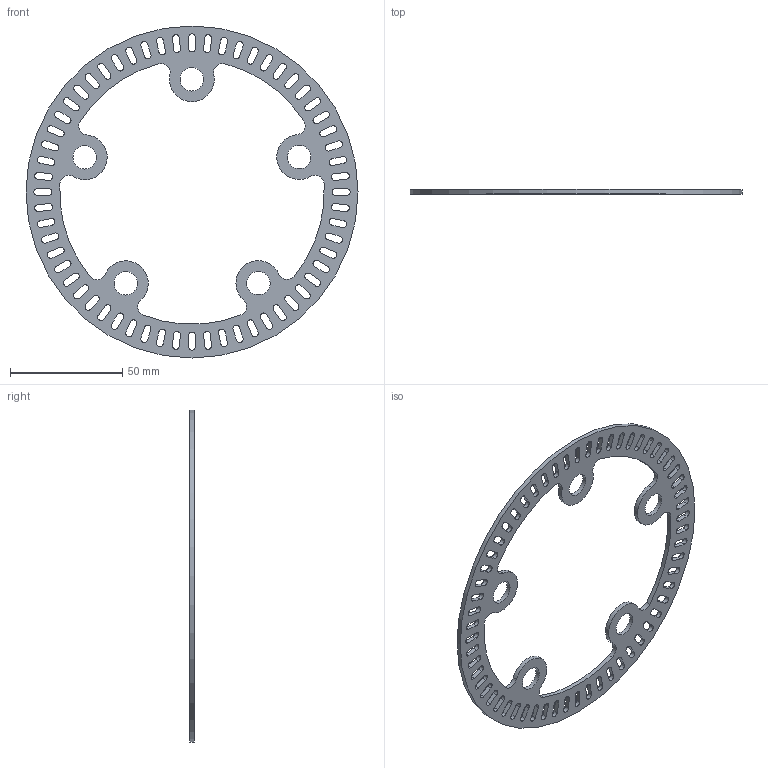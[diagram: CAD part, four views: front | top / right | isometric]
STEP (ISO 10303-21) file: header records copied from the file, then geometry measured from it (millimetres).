
FILE_DESCRIPTION(/* description */ (''),/* implementation_level */ '2;1');
FILE_NAME(/* name */ 'piste abs v3.step',/* time_stamp */ '2020-11-14T18:33:52+01:00',/* author */ (''),/* organization */ (''),/* preprocessor_version */ 'ST-DEVELOPER v18.1',/* originating_system */ 'Autodesk Translation Framework v9.3.0.1241',/* authorisation */ '');
FILE_SCHEMA (('AUTOMOTIVE_DESIGN { 1 0 10303 214 3 1 1 }'));
Length unit declared in the file: millimetre
Products named in the file (1): piste abs
Bounding box: 148 x 2 x 148 mm (x, y, z)
Volume: 12357.3 mm3; surface area: 16913.9 mm2
Topology: 1 solids, 1 shells, 268 faces, 798 edges, 532 vertices
Faces by surface type: cylinder 146, plane 122
Full cylindrical faces by diameter (mm): 10.5 x5, 148 x1
Entity records: 9391 total; most frequent: DIRECTION 1628, CARTESIAN_POINT 1599, ORIENTED_EDGE 1596, EDGE_CURVE 798, AXIS2_PLACEMENT_3D 561, VERTEX_POINT 532, LINE 506, VECTOR 506
